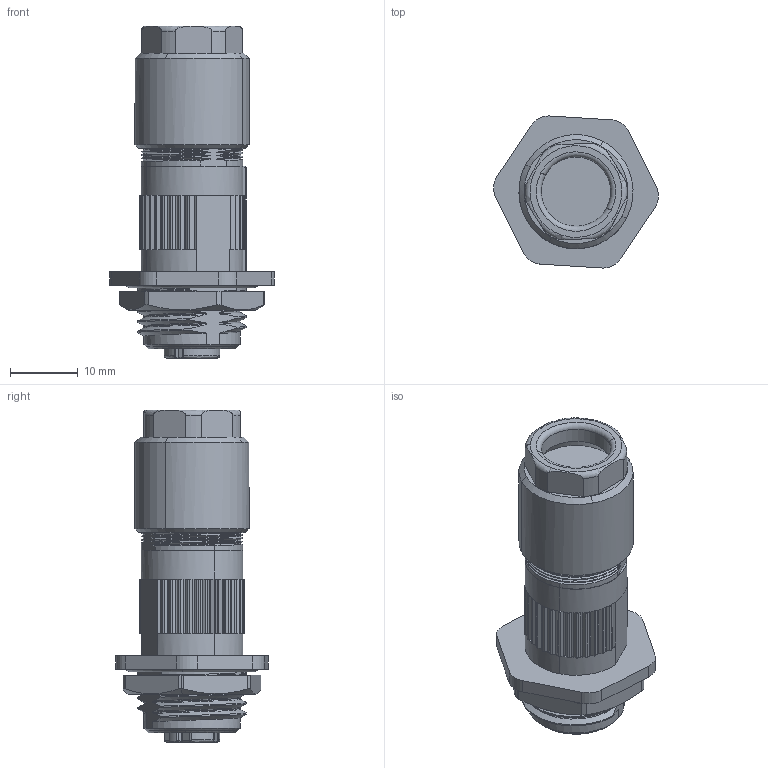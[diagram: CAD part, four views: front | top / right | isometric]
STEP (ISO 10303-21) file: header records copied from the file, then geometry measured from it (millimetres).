
FILE_DESCRIPTION(('CATIA V5 STEP Exchange','CAx-IF Rec.Pracs.--- Model Styling and Organization---1.4--- 2014-01-23'),'2;1');
FILE_NAME ('1308138-2_0_2783150000_2783150000.stp','2023-03-06T11:49:06+00:00',('none'),('Weidmueller'),'CATIA Version 5-6 Release 2016 SP3 HF44','CATIA V5 STEP AP214','none');
FILE_SCHEMA(('AUTOMOTIVE_DESIGN { 1 0 10303 214 1 1 1 1 }'));
Length unit declared in the file: millimetre
Products named in the file (1): 2783150000
Bounding box: 24.25 x 22.38 x 48.85 mm (x, y, z)
Volume: 8645.8 mm3; surface area: 5453.8 mm2
Topology: 3 solids, 3 shells, 663 faces, 1739 edges, 1106 vertices
Faces by surface type: plane 335, cylinder 170, bspline 83, torus 37, cone 36, sphere 2
Entity records: 29220 total; most frequent: CARTESIAN_POINT 14107, ORIENTED_EDGE 3478, DIRECTION 2466, EDGE_CURVE 1739, VERTEX_POINT 1106, AXIS2_PLACEMENT_3D 977, VECTOR 916, LINE 916
